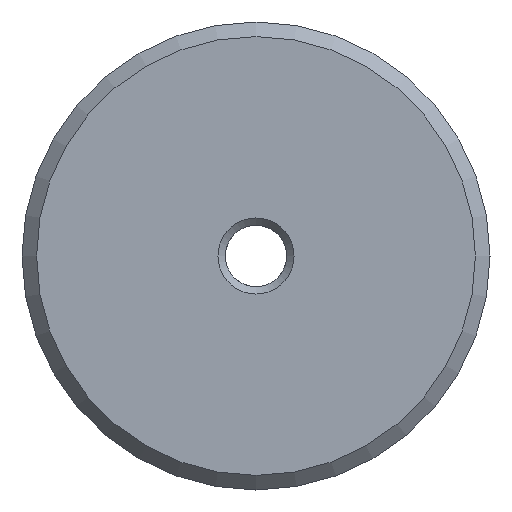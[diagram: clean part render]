
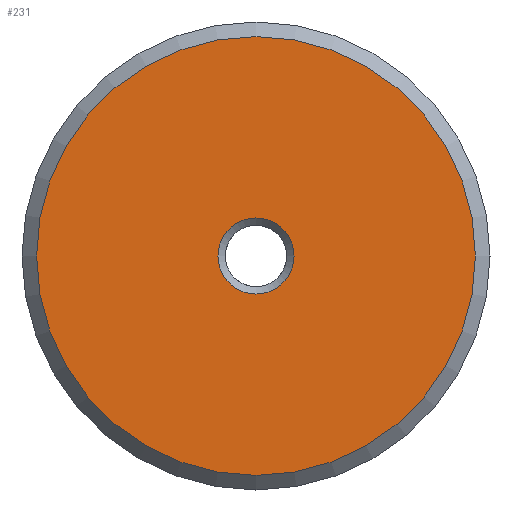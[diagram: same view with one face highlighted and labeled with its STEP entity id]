
A CAD part, left-side view. The second image highlights one B-rep face of the part: STEP entity #231.
In plain terms, the highlighted planar face has unit normal (-1, 0, 0).
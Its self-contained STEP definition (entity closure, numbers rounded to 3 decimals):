
#20 = ORIENTED_EDGE ( 'NONE', *, *, #50, .T. ) ;
#25 = VERTEX_POINT ( 'NONE', #387 ) ;
#28 = EDGE_CURVE ( 'NONE', #25, #25, #41, .T. ) ;
#41 = CIRCLE ( 'NONE', #229, 2.6 ) ;
#43 = AXIS2_PLACEMENT_3D ( 'NONE', #112, #332, #475 ) ;
#50 = EDGE_CURVE ( 'NONE', #206, #206, #642, .T. ) ;
#56 = PLANE ( 'NONE',  #43 ) ;
#112 = CARTESIAN_POINT ( 'NONE',  ( 0., 2.6, 0. ) ) ;
#149 = DIRECTION ( 'NONE',  ( -1., 0., 0. ) ) ;
#152 = DIRECTION ( 'NONE',  ( -1., 0., 0. ) ) ;
#177 = EDGE_LOOP ( 'NONE', ( #20 ) ) ;
#205 = DIRECTION ( 'NONE',  ( 0., 0., 1. ) ) ;
#206 = VERTEX_POINT ( 'NONE', #442 ) ;
#229 = AXIS2_PLACEMENT_3D ( 'NONE', #366, #152, #264 ) ;
#231 = ADVANCED_FACE ( 'NONE', ( #664, #636 ), #56, .F. ) ;
#261 = ORIENTED_EDGE ( 'NONE', *, *, #28, .F. ) ;
#264 = DIRECTION ( 'NONE',  ( 0., 0., 1. ) ) ;
#268 = AXIS2_PLACEMENT_3D ( 'NONE', #468, #149, #205 ) ;
#316 = EDGE_LOOP ( 'NONE', ( #261 ) ) ;
#332 = DIRECTION ( 'NONE',  ( 1., 0., 0. ) ) ;
#366 = CARTESIAN_POINT ( 'NONE',  ( 0., 0., 0. ) ) ;
#387 = CARTESIAN_POINT ( 'NONE',  ( 0., 0., 2.6 ) ) ;
#442 = CARTESIAN_POINT ( 'NONE',  ( 0., 0., 15. ) ) ;
#468 = CARTESIAN_POINT ( 'NONE',  ( 0., 0., 0. ) ) ;
#475 = DIRECTION ( 'NONE',  ( 0., 0., -1. ) ) ;
#636 = FACE_OUTER_BOUND ( 'NONE', #177, .T. ) ;
#642 = CIRCLE ( 'NONE', #268, 15. ) ;
#664 = FACE_BOUND ( 'NONE', #316, .T. ) ;
